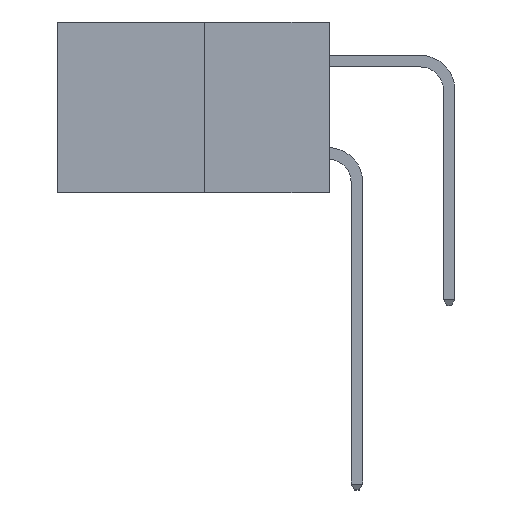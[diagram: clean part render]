
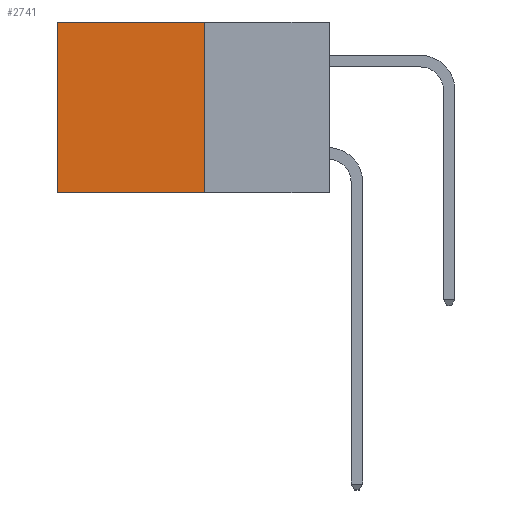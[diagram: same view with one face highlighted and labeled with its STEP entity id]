
A CAD part, left-side view. The second image highlights one B-rep face of the part: STEP entity #2741.
In plain terms, the highlighted planar face has unit normal (-1, 0, 0).
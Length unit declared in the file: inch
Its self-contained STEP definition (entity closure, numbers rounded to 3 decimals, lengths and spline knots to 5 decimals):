
#224 = EDGE_CURVE ( 'NONE', #12418, #2752, #4652, .T. ) ;
#752 = EDGE_CURVE ( 'NONE', #2752, #10811, #8908, .T. ) ;
#1014 = CARTESIAN_POINT ( 'NONE',  ( 0.277, 0.59, -0.37 ) ) ;
#1405 = LINE ( 'NONE', #5157, #9557 ) ;
#2367 = DIRECTION ( 'NONE',  ( 0., 1., 0. ) ) ;
#2741 = ADVANCED_FACE ( 'NONE', ( #12701 ), #4098, .F. ) ;
#2752 = VERTEX_POINT ( 'NONE', #5758 ) ;
#2967 = CARTESIAN_POINT ( 'NONE',  ( 0.277, 0.27, 0. ) ) ;
#3053 = ORIENTED_EDGE ( 'NONE', *, *, #224, .T. ) ;
#3192 = DIRECTION ( 'NONE',  ( 0., 0., -1. ) ) ;
#3985 = DIRECTION ( 'NONE',  ( 1., 0., 0. ) ) ;
#4098 = PLANE ( 'NONE',  #10481 ) ;
#4343 = VECTOR ( 'NONE', #12151, 39.37008 ) ;
#4652 = LINE ( 'NONE', #2967, #4343 ) ;
#4945 = EDGE_CURVE ( 'NONE', #12418, #8373, #1405, .T. ) ;
#5157 = CARTESIAN_POINT ( 'NONE',  ( 0.277, 0.27, -0.37 ) ) ;
#5163 = DIRECTION ( 'NONE',  ( 0., 0., -1. ) ) ;
#5758 = CARTESIAN_POINT ( 'NONE',  ( 0.277, 0.59, 0. ) ) ;
#6172 = VECTOR ( 'NONE', #13023, 39.37008 ) ;
#8165 = CARTESIAN_POINT ( 'NONE',  ( 0.277, 0.27, -0.37 ) ) ;
#8373 = VERTEX_POINT ( 'NONE', #8656 ) ;
#8656 = CARTESIAN_POINT ( 'NONE',  ( 0.277, 0.27, -0.37 ) ) ;
#8908 = LINE ( 'NONE', #1014, #6172 ) ;
#9273 = EDGE_LOOP ( 'NONE', ( #10701, #13278, #11011, #3053 ) ) ;
#9557 = VECTOR ( 'NONE', #5163, 39.37008 ) ;
#10119 = LINE ( 'NONE', #12639, #12395 ) ;
#10177 = CARTESIAN_POINT ( 'NONE',  ( 0.277, 0.27, 0. ) ) ;
#10481 = AXIS2_PLACEMENT_3D ( 'NONE', #8165, #3985, #3192 ) ;
#10701 = ORIENTED_EDGE ( 'NONE', *, *, #752, .T. ) ;
#10811 = VERTEX_POINT ( 'NONE', #12061 ) ;
#11011 = ORIENTED_EDGE ( 'NONE', *, *, #4945, .F. ) ;
#12006 = EDGE_CURVE ( 'NONE', #8373, #10811, #10119, .T. ) ;
#12061 = CARTESIAN_POINT ( 'NONE',  ( 0.277, 0.59, -0.37 ) ) ;
#12151 = DIRECTION ( 'NONE',  ( 0., 1., 0. ) ) ;
#12395 = VECTOR ( 'NONE', #2367, 39.37008 ) ;
#12418 = VERTEX_POINT ( 'NONE', #10177 ) ;
#12639 = CARTESIAN_POINT ( 'NONE',  ( 0.277, 0.27, -0.37 ) ) ;
#12701 = FACE_OUTER_BOUND ( 'NONE', #9273, .T. ) ;
#13023 = DIRECTION ( 'NONE',  ( 0., 0., -1. ) ) ;
#13278 = ORIENTED_EDGE ( 'NONE', *, *, #12006, .F. ) ;
